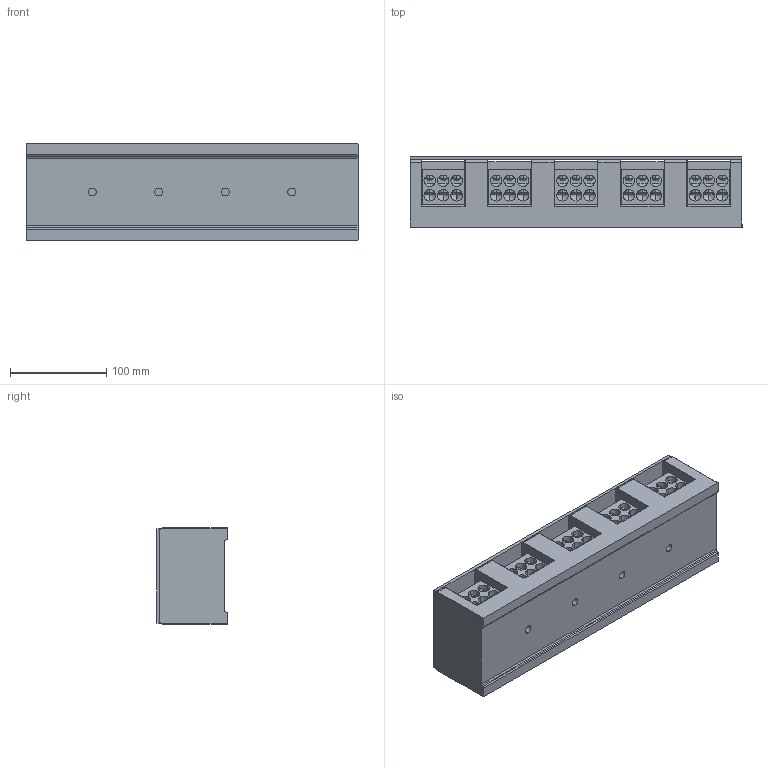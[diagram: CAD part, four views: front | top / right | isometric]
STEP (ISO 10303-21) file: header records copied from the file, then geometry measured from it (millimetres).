
FILE_DESCRIPTION((''),'2;1');
FILE_NAME('UDJ-6005_6_50','2024-07-05T',('dell'),(''),'PRO/ENGINEER BY PARAMETRIC TECHNOLOGY CORPORATION, 2013230','PRO/ENGINEER BY PARAMETRIC TECHNOLOGY CORPORATION, 2013230','');
FILE_SCHEMA(('AUTOMOTIVE_DESIGN { 1 0 10303 214 1 1 1 1 }'));
Products named in the file (1): UDJ-6005_6_50
Bounding box: 345 x 73 x 100 mm (x, y, z)
Volume: 1661107.5 mm3; surface area: 339641.6 mm2
Topology: 6 solids, 48 shells, 2690 faces, 7319 edges, 4586 vertices
Faces by surface type: plane 1554, cylinder 517, cone 275, bspline 220, sphere 80, torus 44
Entity records: 97720 total; most frequent: CARTESIAN_POINT 32008, ORIENTED_EDGE 14278, DIRECTION 12593, EDGE_CURVE 7139, VECTOR 4685, LINE 4685, VERTEX_POINT 4586, AXIS2_PLACEMENT_3D 3954
